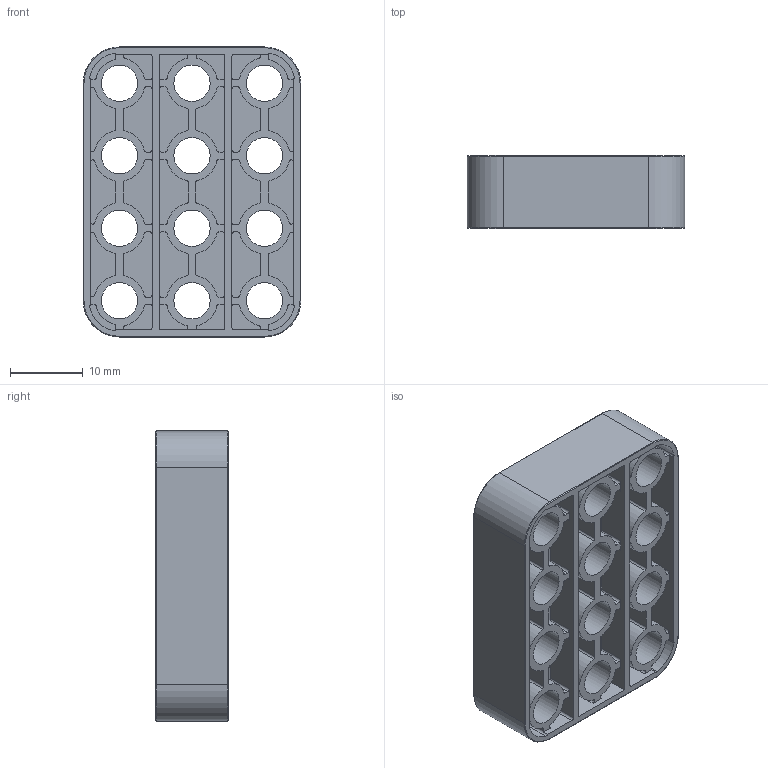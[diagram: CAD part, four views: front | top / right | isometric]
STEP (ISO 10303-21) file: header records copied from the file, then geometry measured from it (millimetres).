
FILE_DESCRIPTION(/* description */ (''),/* implementation_level */ '2;1');
FILE_NAME(/* name */ 'S4x3.stp',/* time_stamp */ '2019-05-05T21:02:50+02:00',/* author */ ('Varga Daniel'),/* organization */ (''),/* preprocessor_version */ 'ST-DEVELOPER v18',/* originating_system */ 'Autodesk Inventor 2020',/* authorisation */ '');
FILE_SCHEMA (('AUTOMOTIVE_DESIGN { 1 0 10303 214 3 1 1 }'));
Length unit declared in the file: millimetre
Products named in the file (1): S4x3
Bounding box: 30 x 10 x 40 mm (x, y, z)
Volume: 4788.1 mm3; surface area: 9250 mm2
Topology: 1 solids, 1 shells, 632 faces, 1856 edges, 1232 vertices
Faces by surface type: cylinder 412, plane 212, torus 8
Full cylindrical faces by diameter (mm): 5 x12
Entity records: 21469 total; most frequent: DIRECTION 3970, CARTESIAN_POINT 3721, ORIENTED_EDGE 3712, EDGE_CURVE 1856, AXIS2_PLACEMENT_3D 1481, VERTEX_POINT 1232, LINE 1008, VECTOR 1008
